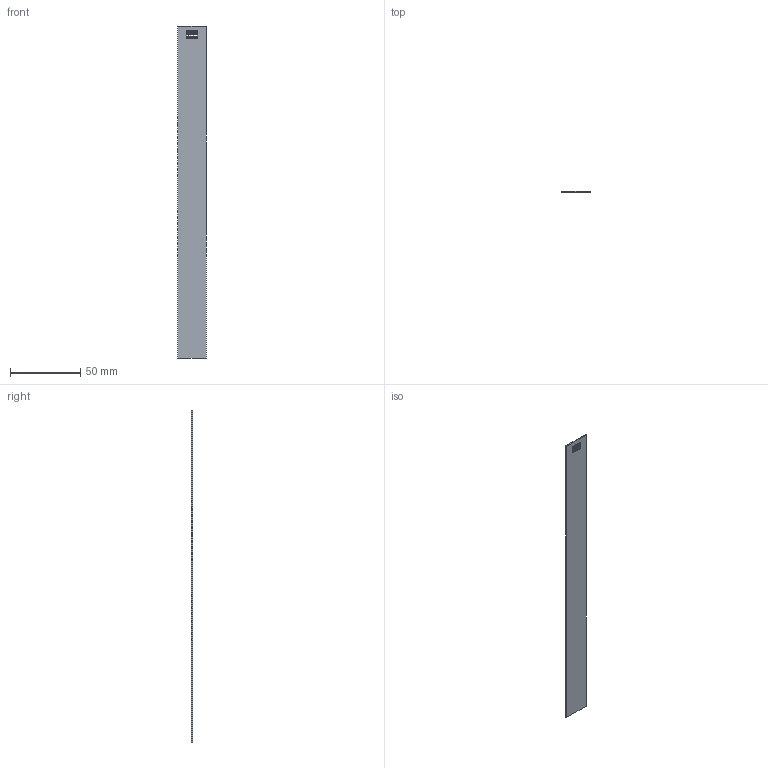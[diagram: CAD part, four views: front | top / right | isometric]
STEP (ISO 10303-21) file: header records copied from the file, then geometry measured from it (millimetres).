
FILE_DESCRIPTION(/* description */ ('Unknown'),/* implementation_level */ '2;1');
FILE_NAME(/* name */ 'PCB-Sensors-Board-Released-1',/* time_stamp */ '2021-05-28T21:37:08-05:00',/* author */ ('Unknown'),/* organization */ ('Unknown'),/* preprocessor_version */ 'ST-DEVELOPER v16.7',/* originating_system */ 'Solid Edge',/* authorisation */ 'Unknown');
FILE_SCHEMA (('AUTOMOTIVE_DESIGN {1 0 10303 214 3 1 1}'));
Length unit declared in the file: millimetre
Products named in the file (1): PCB-Sensors-Board-Released-1
Bounding box: 20 x 0.8 x 236 mm (x, y, z)
Volume: 3751.4 mm3; surface area: 9867.5 mm2
Topology: 1 solids, 1 shells, 41 faces, 117 edges, 78 vertices
Faces by surface type: plane 41
Entity records: 1373 total; most frequent: CARTESIAN_POINT 237, ORIENTED_EDGE 234, DIRECTION 201, EDGE_CURVE 117, LINE 117, VECTOR 117, VERTEX_POINT 78, EDGE_LOOP 57
